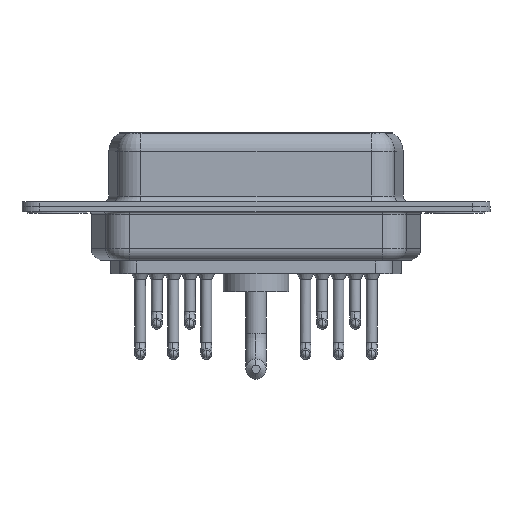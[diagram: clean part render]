
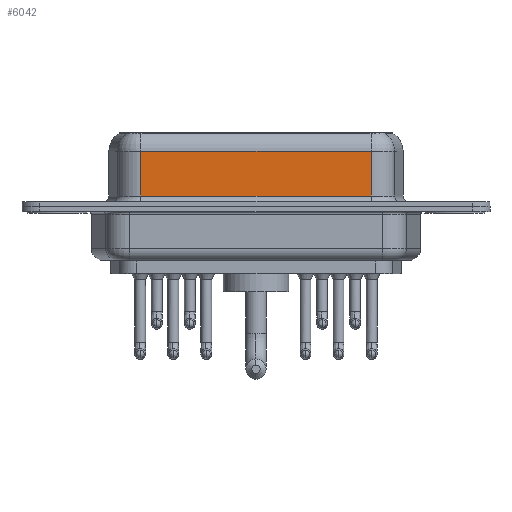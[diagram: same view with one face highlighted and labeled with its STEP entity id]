
A CAD part, front view. The second image highlights one B-rep face of the part: STEP entity #6042.
In plain terms, the highlighted planar face has unit normal (0, -1, 0).
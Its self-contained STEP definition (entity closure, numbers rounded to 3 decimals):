
#10 = DIRECTION ( 'NONE',  ( 1., 0., 0. ) ) ;
#104 = CARTESIAN_POINT ( 'NONE',  ( 7.013, -3.95, 6.4 ) ) ;
#486 = VERTEX_POINT ( 'NONE', #6134 ) ;
#558 = EDGE_CURVE ( 'NONE', #486, #12151, #11721, .T. ) ;
#698 = EDGE_LOOP ( 'NONE', ( #16095, #3573, #1912, #13862 ) ) ;
#1842 = VECTOR ( 'NONE', #10, 1000. ) ;
#1907 = AXIS2_PLACEMENT_3D ( 'NONE', #10737, #9529, #10653 ) ;
#1912 = ORIENTED_EDGE ( 'NONE', *, *, #4544, .T. ) ;
#2039 = VECTOR ( 'NONE', #10717, 1000. ) ;
#2162 = VERTEX_POINT ( 'NONE', #12230 ) ;
#3149 = EDGE_CURVE ( 'NONE', #2162, #12151, #3442, .T. ) ;
#3442 = LINE ( 'NONE', #6319, #9385 ) ;
#3573 = ORIENTED_EDGE ( 'NONE', *, *, #4153, .T. ) ;
#4092 = CARTESIAN_POINT ( 'NONE',  ( 26.287, -3.95, 0.9 ) ) ;
#4153 = EDGE_CURVE ( 'NONE', #2162, #15417, #10329, .T. ) ;
#4544 = EDGE_CURVE ( 'NONE', #15417, #486, #6259, .T. ) ;
#5482 = PLANE ( 'NONE',  #1907 ) ;
#6042 = ADVANCED_FACE ( 'NONE', ( #16013 ), #5482, .F. ) ;
#6134 = CARTESIAN_POINT ( 'NONE',  ( 7.013, -3.95, 0.9 ) ) ;
#6259 = LINE ( 'NONE', #104, #2039 ) ;
#6319 = CARTESIAN_POINT ( 'NONE',  ( 26.287, -3.95, 6.4 ) ) ;
#9062 = CARTESIAN_POINT ( 'NONE',  ( 26.287, -3.95, 0.9 ) ) ;
#9385 = VECTOR ( 'NONE', #15328, 1000. ) ;
#9529 = DIRECTION ( 'NONE',  ( 0., 1., 0. ) ) ;
#10329 = LINE ( 'NONE', #15363, #14830 ) ;
#10653 = DIRECTION ( 'NONE',  ( 0., 0., 1. ) ) ;
#10717 = DIRECTION ( 'NONE',  ( 0., 0., -1. ) ) ;
#10737 = CARTESIAN_POINT ( 'NONE',  ( 26.287, -3.95, 6.4 ) ) ;
#11721 = LINE ( 'NONE', #9062, #1842 ) ;
#12151 = VERTEX_POINT ( 'NONE', #4092 ) ;
#12230 = CARTESIAN_POINT ( 'NONE',  ( 26.287, -3.95, 4.65 ) ) ;
#13061 = DIRECTION ( 'NONE',  ( -1., 0., 0. ) ) ;
#13862 = ORIENTED_EDGE ( 'NONE', *, *, #558, .T. ) ;
#14830 = VECTOR ( 'NONE', #13061, 1000. ) ;
#15328 = DIRECTION ( 'NONE',  ( 0., 0., -1. ) ) ;
#15363 = CARTESIAN_POINT ( 'NONE',  ( 26.287, -3.95, 4.65 ) ) ;
#15417 = VERTEX_POINT ( 'NONE', #16813 ) ;
#16013 = FACE_OUTER_BOUND ( 'NONE', #698, .T. ) ;
#16095 = ORIENTED_EDGE ( 'NONE', *, *, #3149, .F. ) ;
#16813 = CARTESIAN_POINT ( 'NONE',  ( 7.013, -3.95, 4.65 ) ) ;
